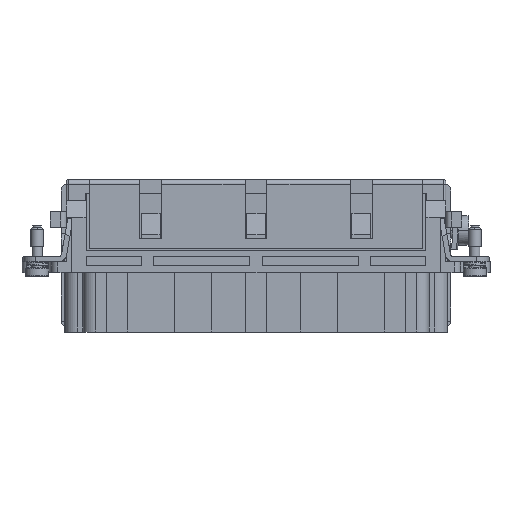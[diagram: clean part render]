
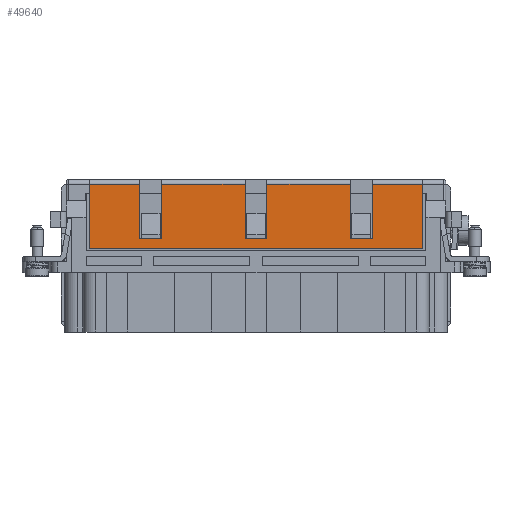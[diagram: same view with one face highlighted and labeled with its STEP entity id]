
A CAD part, top view. The second image highlights one B-rep face of the part: STEP entity #49640.
In plain terms, the highlighted planar face has unit normal (0, 0, 1).
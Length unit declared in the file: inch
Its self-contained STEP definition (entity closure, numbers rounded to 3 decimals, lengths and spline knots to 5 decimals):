
#431 = DIRECTION ( 'NONE',  ( 0., -1., 0. ) ) ;
#719 = CARTESIAN_POINT ( 'NONE',  ( -2.45949, 1.39657, 0.6005 ) ) ;
#764 = LINE ( 'NONE', #18986, #6240 ) ;
#799 = LINE ( 'NONE', #47071, #2314 ) ;
#1910 = EDGE_CURVE ( 'NONE', #24155, #41278, #79203, .T. ) ;
#2003 = CARTESIAN_POINT ( 'NONE',  ( 0.3968, 0.84539, 0.6005 ) ) ;
#2314 = VECTOR ( 'NONE', #85643, 39.37008 ) ;
#2420 = DIRECTION ( 'NONE',  ( 0., -1., 0. ) ) ;
#2470 = ORIENTED_EDGE ( 'NONE', *, *, #1910, .F. ) ;
#3041 = CARTESIAN_POINT ( 'NONE',  ( -0.68784, 1.3572, 0.6005 ) ) ;
#4276 = CARTESIAN_POINT ( 'NONE',  ( -0.58745, 0.84539, 0.6005 ) ) ;
#4736 = ORIENTED_EDGE ( 'NONE', *, *, #70963, .F. ) ;
#5130 = DIRECTION ( 'NONE',  ( 1., 0., 0. ) ) ;
#5374 = CARTESIAN_POINT ( 'NONE',  ( 0.86728, 1.3572, 0.6005 ) ) ;
#5399 = CARTESIAN_POINT ( 'NONE',  ( -2.45949, 0.84539, 0.6005 ) ) ;
#5442 = VECTOR ( 'NONE', #33225, 39.37008 ) ;
#6142 = VECTOR ( 'NONE', #13373, 39.37008 ) ;
#6240 = VECTOR ( 'NONE', #18551, 39.37008 ) ;
#7275 = ORIENTED_EDGE ( 'NONE', *, *, #35888, .F. ) ;
#7783 = ORIENTED_EDGE ( 'NONE', *, *, #43569, .F. ) ;
#8466 = CARTESIAN_POINT ( 'NONE',  ( 0.3968, 1.39657, 0.6005 ) ) ;
#9163 = VECTOR ( 'NONE', #41958, 39.37008 ) ;
#10388 = DIRECTION ( 'NONE',  ( 1., 0., 0. ) ) ;
#10491 = LINE ( 'NONE', #37278, #75457 ) ;
#11809 = ORIENTED_EDGE ( 'NONE', *, *, #29624, .F. ) ;
#12167 = DIRECTION ( 'NONE',  ( 0., -1., 0. ) ) ;
#13373 = DIRECTION ( 'NONE',  ( 0., 1., 0. ) ) ;
#13588 = VERTEX_POINT ( 'NONE', #33778 ) ;
#13895 = VECTOR ( 'NONE', #53342, 39.37008 ) ;
#14264 = VERTEX_POINT ( 'NONE', #67202 ) ;
#14557 = DIRECTION ( 'NONE',  ( -1., 0., 0. ) ) ;
#14607 = CARTESIAN_POINT ( 'NONE',  ( 0.19602, 1.3572, 0.6005 ) ) ;
#18215 = CARTESIAN_POINT ( 'NONE',  ( -0.78823, 1.39657, 0.6005 ) ) ;
#18551 = DIRECTION ( 'NONE',  ( 0., 1., 0. ) ) ;
#18986 = CARTESIAN_POINT ( 'NONE',  ( -2.24296, 1.39657, 0.6005 ) ) ;
#20336 = CARTESIAN_POINT ( 'NONE',  ( 0.19602, 1.39657, 0.6005 ) ) ;
#22134 = VERTEX_POINT ( 'NONE', #2003 ) ;
#22595 = VERTEX_POINT ( 'NONE', #25155 ) ;
#24155 = VERTEX_POINT ( 'NONE', #14607 ) ;
#25017 = CARTESIAN_POINT ( 'NONE',  ( -0.68784, 1.3572, 0.6005 ) ) ;
#25155 = CARTESIAN_POINT ( 'NONE',  ( -0.78823, 1.3572, 0.6005 ) ) ;
#25260 = EDGE_CURVE ( 'NONE', #64274, #59782, #73909, .T. ) ;
#25290 = DIRECTION ( 'NONE',  ( 1., 0., 0. ) ) ;
#25908 = CARTESIAN_POINT ( 'NONE',  ( -1.77249, 1.39657, 0.6005 ) ) ;
#26286 = VERTEX_POINT ( 'NONE', #34125 ) ;
#28035 = DIRECTION ( 'NONE',  ( 1., 0., 0. ) ) ;
#29236 = CARTESIAN_POINT ( 'NONE',  ( -2.24296, 1.3572, 0.6005 ) ) ;
#29624 = EDGE_CURVE ( 'NONE', #22595, #64274, #77501, .T. ) ;
#30654 = DIRECTION ( 'NONE',  ( 1., 0., 0. ) ) ;
#32289 = VECTOR ( 'NONE', #25290, 39.37008 ) ;
#32371 = LINE ( 'NONE', #25017, #69340 ) ;
#33225 = DIRECTION ( 'NONE',  ( 0., -1., 0. ) ) ;
#33445 = LINE ( 'NONE', #54193, #13895 ) ;
#33778 = CARTESIAN_POINT ( 'NONE',  ( 0.86728, 0.75484, 0.6005 ) ) ;
#33859 = ORIENTED_EDGE ( 'NONE', *, *, #34963, .F. ) ;
#34125 = CARTESIAN_POINT ( 'NONE',  ( -0.58745, 1.3572, 0.6005 ) ) ;
#34963 = EDGE_CURVE ( 'NONE', #59782, #26286, #83576, .T. ) ;
#35888 = EDGE_CURVE ( 'NONE', #13588, #49108, #33445, .T. ) ;
#35910 = LINE ( 'NONE', #3041, #55439 ) ;
#36307 = VECTOR ( 'NONE', #30654, 39.37008 ) ;
#36461 = CARTESIAN_POINT ( 'NONE',  ( -0.78823, 0.84539, 0.6005 ) ) ;
#36533 = CARTESIAN_POINT ( 'NONE',  ( -1.5717, 0.84539, 0.6005 ) ) ;
#37278 = CARTESIAN_POINT ( 'NONE',  ( -0.68784, 1.3572, 0.6005 ) ) ;
#37687 = CARTESIAN_POINT ( 'NONE',  ( -0.58745, 1.39657, 0.6005 ) ) ;
#39346 = VERTEX_POINT ( 'NONE', #75792 ) ;
#39881 = EDGE_CURVE ( 'NONE', #39346, #68631, #77833, .T. ) ;
#41133 = AXIS2_PLACEMENT_3D ( 'NONE', #719, #79489, #14557 ) ;
#41278 = VERTEX_POINT ( 'NONE', #48636 ) ;
#41751 = LINE ( 'NONE', #75100, #72049 ) ;
#41958 = DIRECTION ( 'NONE',  ( 0., 1., 0. ) ) ;
#42578 = ORIENTED_EDGE ( 'NONE', *, *, #57061, .F. ) ;
#43569 = EDGE_CURVE ( 'NONE', #49108, #48627, #764, .T. ) ;
#46070 = EDGE_CURVE ( 'NONE', #68631, #14264, #49320, .T. ) ;
#46264 = CARTESIAN_POINT ( 'NONE',  ( 0.3968, 1.3572, 0.6005 ) ) ;
#46315 = EDGE_CURVE ( 'NONE', #26286, #24155, #799, .T. ) ;
#46655 = ORIENTED_EDGE ( 'NONE', *, *, #46070, .F. ) ;
#47071 = CARTESIAN_POINT ( 'NONE',  ( -0.68784, 1.3572, 0.6005 ) ) ;
#47189 = VECTOR ( 'NONE', #431, 39.37008 ) ;
#47301 = VECTOR ( 'NONE', #12167, 39.37008 ) ;
#47497 = CARTESIAN_POINT ( 'NONE',  ( -2.45949, 0.84539, 0.6005 ) ) ;
#48627 = VERTEX_POINT ( 'NONE', #29236 ) ;
#48636 = CARTESIAN_POINT ( 'NONE',  ( 0.19602, 0.84539, 0.6005 ) ) ;
#48908 = CARTESIAN_POINT ( 'NONE',  ( -2.24296, 0.75484, 0.6005 ) ) ;
#49108 = VERTEX_POINT ( 'NONE', #48908 ) ;
#49320 = LINE ( 'NONE', #75735, #9163 ) ;
#49640 = ADVANCED_FACE ( 'NONE', ( #73846 ), #73004, .F. ) ;
#51086 = DIRECTION ( 'NONE',  ( 0., 1., 0. ) ) ;
#53120 = LINE ( 'NONE', #25908, #5442 ) ;
#53192 = ORIENTED_EDGE ( 'NONE', *, *, #46315, .F. ) ;
#53342 = DIRECTION ( 'NONE',  ( -1., 0., 0. ) ) ;
#54193 = CARTESIAN_POINT ( 'NONE',  ( -2.45949, 0.75484, 0.6005 ) ) ;
#54576 = VERTEX_POINT ( 'NONE', #5374 ) ;
#55439 = VECTOR ( 'NONE', #10388, 39.37008 ) ;
#57061 = EDGE_CURVE ( 'NONE', #41278, #22134, #59435, .T. ) ;
#58100 = CARTESIAN_POINT ( 'NONE',  ( -1.77249, 1.3572, 0.6005 ) ) ;
#58628 = EDGE_CURVE ( 'NONE', #14264, #22595, #32371, .T. ) ;
#59435 = LINE ( 'NONE', #5399, #32289 ) ;
#59782 = VERTEX_POINT ( 'NONE', #4276 ) ;
#63452 = ORIENTED_EDGE ( 'NONE', *, *, #85459, .F. ) ;
#64274 = VERTEX_POINT ( 'NONE', #36461 ) ;
#64683 = ORIENTED_EDGE ( 'NONE', *, *, #39881, .F. ) ;
#64824 = CARTESIAN_POINT ( 'NONE',  ( -2.45949, 0.84539, 0.6005 ) ) ;
#65992 = VECTOR ( 'NONE', #28035, 39.37008 ) ;
#67137 = ORIENTED_EDGE ( 'NONE', *, *, #58628, .F. ) ;
#67202 = CARTESIAN_POINT ( 'NONE',  ( -1.5717, 1.3572, 0.6005 ) ) ;
#67436 = EDGE_LOOP ( 'NONE', ( #67137, #46655, #64683, #4736, #77804, #7783, #7275, #85207, #81935, #63452, #42578, #2470, #53192, #33859, #67713, #11809 ) ) ;
#67713 = ORIENTED_EDGE ( 'NONE', *, *, #25260, .F. ) ;
#68631 = VERTEX_POINT ( 'NONE', #36533 ) ;
#69327 = DIRECTION ( 'NONE',  ( 1., 0., 0. ) ) ;
#69340 = VECTOR ( 'NONE', #5130, 39.37008 ) ;
#70096 = VERTEX_POINT ( 'NONE', #58100 ) ;
#70963 = EDGE_CURVE ( 'NONE', #70096, #39346, #53120, .T. ) ;
#72049 = VECTOR ( 'NONE', #2420, 39.37008 ) ;
#72655 = LINE ( 'NONE', #8466, #6142 ) ;
#73004 = PLANE ( 'NONE',  #41133 ) ;
#73617 = EDGE_CURVE ( 'NONE', #76079, #54576, #35910, .T. ) ;
#73846 = FACE_OUTER_BOUND ( 'NONE', #67436, .T. ) ;
#73909 = LINE ( 'NONE', #47497, #65992 ) ;
#75100 = CARTESIAN_POINT ( 'NONE',  ( 0.86728, 1.39657, 0.6005 ) ) ;
#75457 = VECTOR ( 'NONE', #69327, 39.37008 ) ;
#75735 = CARTESIAN_POINT ( 'NONE',  ( -1.5717, 1.39657, 0.6005 ) ) ;
#75792 = CARTESIAN_POINT ( 'NONE',  ( -1.77249, 0.84539, 0.6005 ) ) ;
#76079 = VERTEX_POINT ( 'NONE', #46264 ) ;
#77501 = LINE ( 'NONE', #18215, #47301 ) ;
#77804 = ORIENTED_EDGE ( 'NONE', *, *, #81676, .F. ) ;
#77833 = LINE ( 'NONE', #64824, #36307 ) ;
#79203 = LINE ( 'NONE', #20336, #47189 ) ;
#79489 = DIRECTION ( 'NONE',  ( 0., 0., -1. ) ) ;
#81486 = VECTOR ( 'NONE', #51086, 39.37008 ) ;
#81676 = EDGE_CURVE ( 'NONE', #48627, #70096, #10491, .T. ) ;
#81935 = ORIENTED_EDGE ( 'NONE', *, *, #73617, .F. ) ;
#82347 = EDGE_CURVE ( 'NONE', #54576, #13588, #41751, .T. ) ;
#83576 = LINE ( 'NONE', #37687, #81486 ) ;
#85207 = ORIENTED_EDGE ( 'NONE', *, *, #82347, .F. ) ;
#85459 = EDGE_CURVE ( 'NONE', #22134, #76079, #72655, .T. ) ;
#85643 = DIRECTION ( 'NONE',  ( 1., 0., 0. ) ) ;
